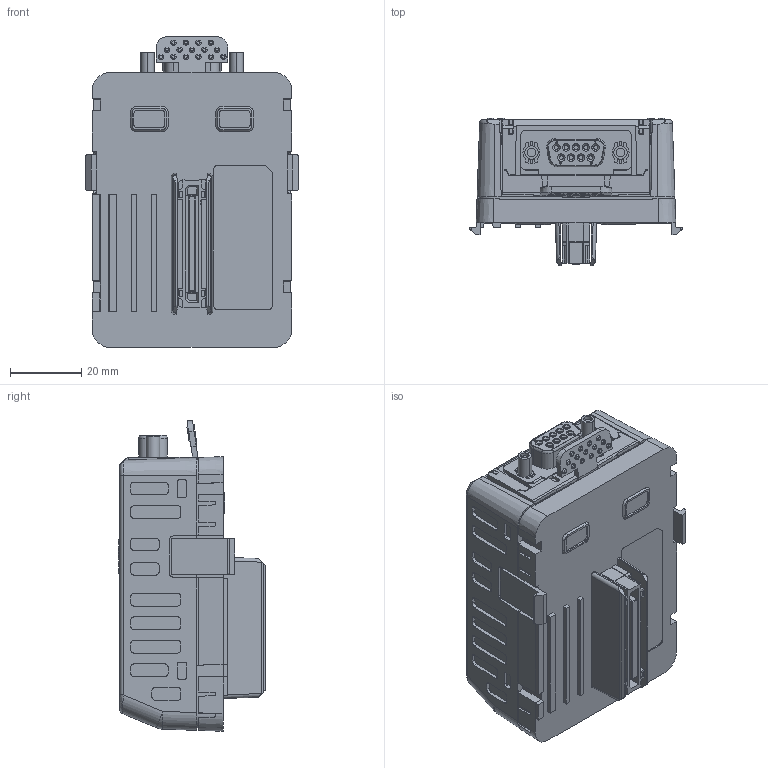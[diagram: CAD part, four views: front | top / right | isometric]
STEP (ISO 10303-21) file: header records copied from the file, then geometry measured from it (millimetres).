
FILE_DESCRIPTION(('STEP AP242'),'1');
FILE_NAME('hmizgpdp.stp','2021-08-14T23:41:32',('TraceParts'),('TraceParts S.A.'),'Spatial InterOp 3D',' ',' ');
FILE_SCHEMA(('AP242_MANAGED_MODEL_BASED_3D_ENGINEERING_MIM_LF {1 0 10303 442 1 1 4}'));
Length unit declared in the file: millimetre
Products named in the file (1): 1
Bounding box: 59.8 x 41.4 x 87.09 mm (x, y, z)
Volume: 120798.4 mm3; surface area: 24523 mm2
Topology: 1 solids, 1 shells, 1558 faces, 4288 edges, 2833 vertices
Faces by surface type: plane 1098, cylinder 349, cone 42, torus 32, bspline 28, sphere 9
Entity records: 50318 total; most frequent: CARTESIAN_POINT 9883, ORIENTED_EDGE 8572, DIRECTION 8265, EDGE_CURVE 4286, LINE 3261, VECTOR 3261, VERTEX_POINT 2833, AXIS2_PLACEMENT_3D 2502
